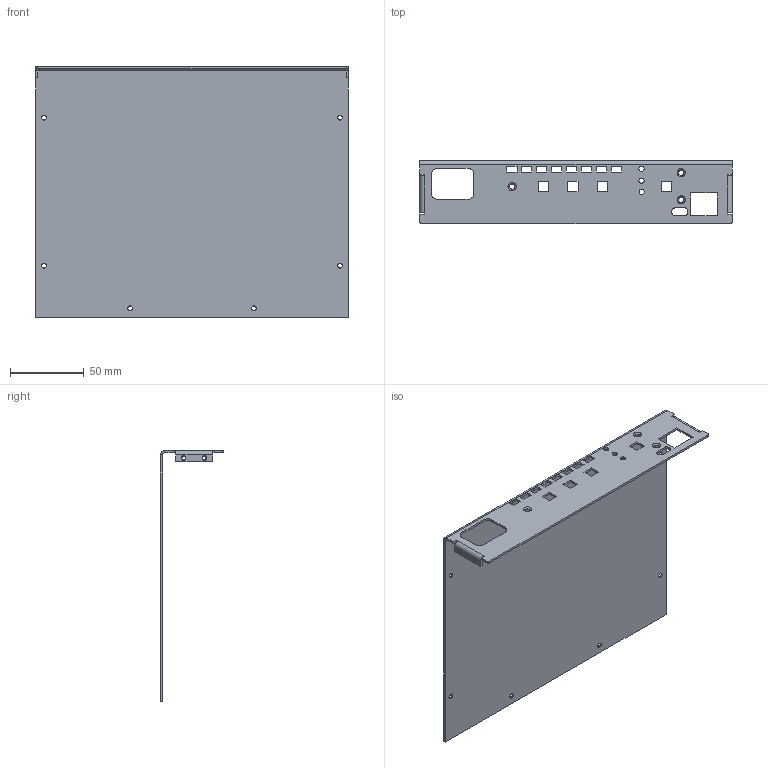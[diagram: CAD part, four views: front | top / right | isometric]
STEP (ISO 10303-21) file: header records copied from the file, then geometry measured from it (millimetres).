
FILE_DESCRIPTION(/* description */ (''),/* implementation_level */ '2;1');
FILE_NAME(/* name */ 'ENERGIS - Top Sheetmetal Enclosure.step',/* time_stamp */ '2025-11-22T22:35:57+01:00',/* author */ (''),/* organization */ (''),/* preprocessor_version */ 'ST-DEVELOPER v20.1',/* originating_system */ 'Autodesk Translation Framework v14.21.0.0',/* authorisation */ '');
FILE_SCHEMA (('AUTOMOTIVE_DESIGN { 1 0 10303 214 3 1 1 }'));
Length unit declared in the file: millimetre
Products named in the file (2): ENERGIS- Sheetmetal Enclosure; Top2
Assembly tree (1 placements, depth 2):
  ENERGIS- Sheetmetal Enclosure
    Top2
Bounding box: 211.21 x 42.7 x 169.61 mm (x, y, z)
Volume: 64610.6 mm3; surface area: 88484.7 mm2
Topology: 1 solids, 1 shells, 173 faces, 480 edges, 309 vertices
Faces by surface type: plane 96, cylinder 60, bspline 17
Full cylindrical faces by diameter (mm): 2.529 x8, 3.2 x6, 3.5 x6
Entity records: 10563 total; most frequent: CARTESIAN_POINT 6166, ORIENTED_EDGE 960, DIRECTION 754, EDGE_CURVE 480, LINE 310, VECTOR 310, VERTEX_POINT 309, EDGE_LOOP 235
